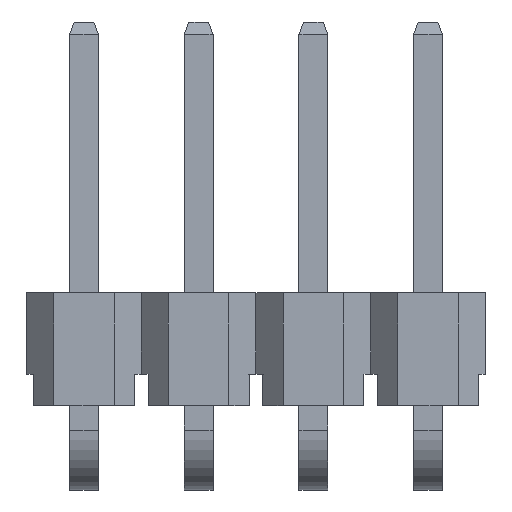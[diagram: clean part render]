
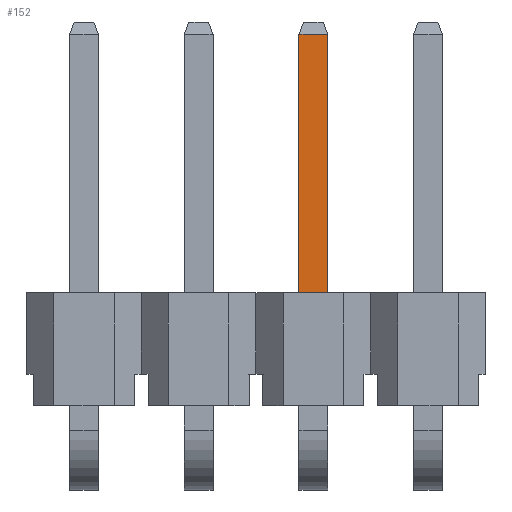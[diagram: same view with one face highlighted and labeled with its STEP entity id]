
A CAD part, top view. The second image highlights one B-rep face of the part: STEP entity #152.
In plain terms, the highlighted planar face has unit normal (0, 0, 1).
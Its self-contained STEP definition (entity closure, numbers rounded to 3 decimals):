
#152=ADVANCED_FACE('',(#1334),#1336,.T.);
#1334=FACE_BOUND('',#1335,.T.);
#1335=EDGE_LOOP('',(#2309,#2310,#2311,#2312));
#1336=PLANE('',#1337);
#1337=AXIS2_PLACEMENT_3D('',#1338,#1339,#1340);
#1338=CARTESIAN_POINT('',(4.76,1.,1.59));
#1339=DIRECTION('',(0.,0.,1.));
#1340=DIRECTION('',(1.,0.,0.));
#2309=ORIENTED_EDGE('',*,*,#2960,.F.);
#2310=ORIENTED_EDGE('',*,*,#2961,.F.);
#2311=ORIENTED_EDGE('',*,*,#2882,.T.);
#2312=ORIENTED_EDGE('',*,*,#2962,.T.);
#2882=EDGE_CURVE('',#3244,#3248,#3250,.T.);
#2960=EDGE_CURVE('',#3396,#3397,#3398,.T.);
#2961=EDGE_CURVE('',#3244,#3396,#3399,.T.);
#2962=EDGE_CURVE('',#3248,#3397,#3400,.T.);
#3244=VERTEX_POINT('',#3850);
#3248=VERTEX_POINT('',#3858);
#3250=LINE('',#3862,#3863);
#3396=VERTEX_POINT('',#4168);
#3397=VERTEX_POINT('',#4169);
#3398=LINE('',#4170,#4171);
#3399=LINE('',#4173,#4174);
#3400=LINE('',#4176,#4177);
#3850=CARTESIAN_POINT('',(4.76,4.04,1.59));
#3858=CARTESIAN_POINT('',(5.4,4.04,1.59));
#3862=CARTESIAN_POINT('',(4.76,4.04,1.59));
#3863=VECTOR('',#3864,1.);
#3864=DIRECTION('',(1.,0.,0.));
#4168=CARTESIAN_POINT('',(4.76,9.765,1.59));
#4169=CARTESIAN_POINT('',(5.4,9.765,1.59));
#4170=CARTESIAN_POINT('',(4.76,9.765,1.59));
#4171=VECTOR('',#4172,1.);
#4172=DIRECTION('',(1.,0.,0.));
#4173=CARTESIAN_POINT('',(4.76,4.04,1.59));
#4174=VECTOR('',#4175,1.);
#4175=DIRECTION('',(0.,1.,0.));
#4176=CARTESIAN_POINT('',(5.4,4.04,1.59));
#4177=VECTOR('',#4178,1.);
#4178=DIRECTION('',(0.,1.,0.));
